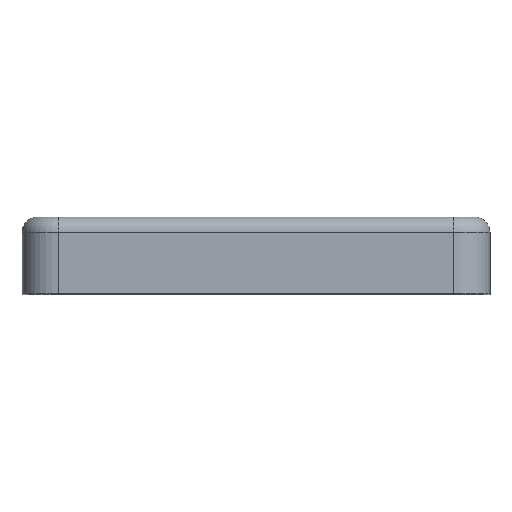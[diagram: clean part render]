
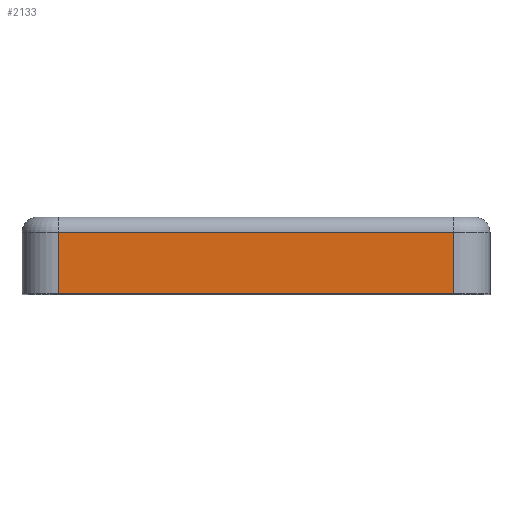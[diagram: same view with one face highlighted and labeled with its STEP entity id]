
A CAD part, top view. The second image highlights one B-rep face of the part: STEP entity #2133.
In plain terms, the highlighted planar face has unit normal (0, 0, 1).
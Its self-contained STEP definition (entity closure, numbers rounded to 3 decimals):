
#22 = DIRECTION ( 'NONE',  ( 0., 0., 1. ) ) ;
#148 = ORIENTED_EDGE ( 'NONE', *, *, #1164, .F. ) ;
#178 = CARTESIAN_POINT ( 'NONE',  ( 10.3, -0.5, 16.45 ) ) ;
#386 = CARTESIAN_POINT ( 'NONE',  ( -10.3, -3.7, 16.45 ) ) ;
#532 = CARTESIAN_POINT ( 'NONE',  ( -10.3, -0.5, 16.45 ) ) ;
#882 = LINE ( 'NONE', #178, #1768 ) ;
#998 = VERTEX_POINT ( 'NONE', #1895 ) ;
#1022 = CARTESIAN_POINT ( 'NONE',  ( 10.3, -3.7, 16.45 ) ) ;
#1068 = VECTOR ( 'NONE', #1771, 1000. ) ;
#1119 = DIRECTION ( 'NONE',  ( -1., 0., 0. ) ) ;
#1164 = EDGE_CURVE ( 'NONE', #998, #2052, #1188, .T. ) ;
#1183 = EDGE_CURVE ( 'NONE', #2052, #1550, #2065, .T. ) ;
#1188 = LINE ( 'NONE', #1755, #1505 ) ;
#1193 = DIRECTION ( 'NONE',  ( 0., -1., 0. ) ) ;
#1250 = AXIS2_PLACEMENT_3D ( 'NONE', #2273, #22, #1334 ) ;
#1288 = EDGE_CURVE ( 'NONE', #1418, #1550, #1886, .T. ) ;
#1334 = DIRECTION ( 'NONE',  ( -1., 0., 0. ) ) ;
#1394 = DIRECTION ( 'NONE',  ( -1., 0., 0. ) ) ;
#1418 = VERTEX_POINT ( 'NONE', #532 ) ;
#1461 = EDGE_LOOP ( 'NONE', ( #1879, #148, #2365, #1543 ) ) ;
#1505 = VECTOR ( 'NONE', #1193, 1000. ) ;
#1511 = CARTESIAN_POINT ( 'NONE',  ( 10.3, -3.7, 16.45 ) ) ;
#1543 = ORIENTED_EDGE ( 'NONE', *, *, #1288, .T. ) ;
#1550 = VERTEX_POINT ( 'NONE', #386 ) ;
#1584 = CARTESIAN_POINT ( 'NONE',  ( -10.3, 0.3, 16.45 ) ) ;
#1755 = CARTESIAN_POINT ( 'NONE',  ( 10.3, 0.3, 16.45 ) ) ;
#1768 = VECTOR ( 'NONE', #1119, 1000. ) ;
#1771 = DIRECTION ( 'NONE',  ( 0., -1., 0. ) ) ;
#1859 = PLANE ( 'NONE',  #1250 ) ;
#1879 = ORIENTED_EDGE ( 'NONE', *, *, #1183, .F. ) ;
#1886 = LINE ( 'NONE', #1584, #1068 ) ;
#1895 = CARTESIAN_POINT ( 'NONE',  ( 10.3, -0.5, 16.45 ) ) ;
#2008 = VECTOR ( 'NONE', #1394, 1000. ) ;
#2052 = VERTEX_POINT ( 'NONE', #1511 ) ;
#2065 = LINE ( 'NONE', #1022, #2008 ) ;
#2133 = ADVANCED_FACE ( 'NONE', ( #2280 ), #1859, .T. ) ;
#2165 = EDGE_CURVE ( 'NONE', #998, #1418, #882, .T. ) ;
#2273 = CARTESIAN_POINT ( 'NONE',  ( 10.3, 0.3, 16.45 ) ) ;
#2280 = FACE_OUTER_BOUND ( 'NONE', #1461, .T. ) ;
#2365 = ORIENTED_EDGE ( 'NONE', *, *, #2165, .T. ) ;
